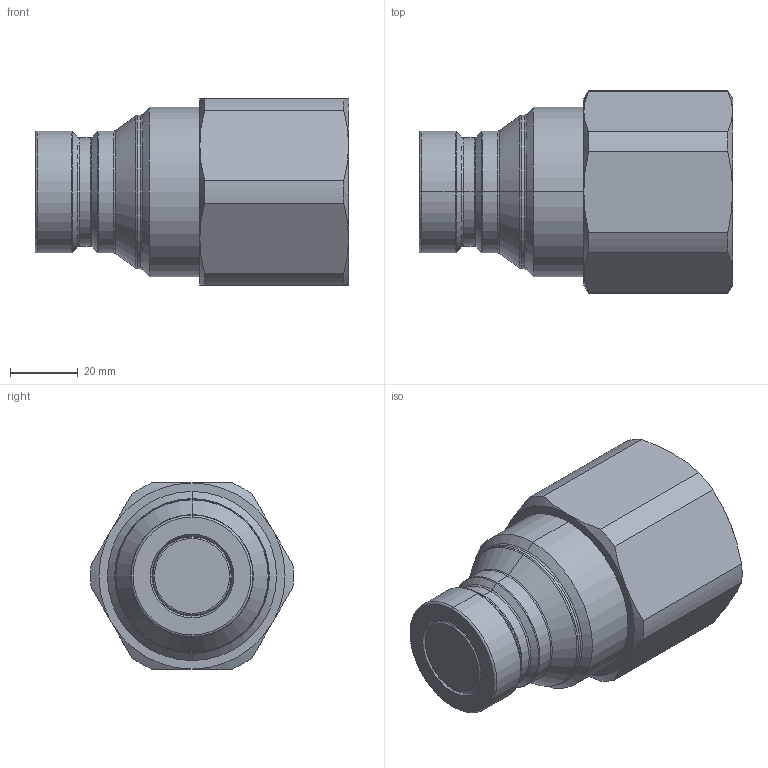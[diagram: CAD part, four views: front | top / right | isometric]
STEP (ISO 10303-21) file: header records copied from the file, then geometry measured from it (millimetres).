
FILE_DESCRIPTION (( 'STEP AP214' ), '1' );
FILE_NAME ('FEM-1002-20FB.STEP', '2013-06-28T11:28:16', ( 'admin' ), ( 'Microsoft' ), 'SwSTEP 2.0', 'SolidWorks 2009', '' );
FILE_SCHEMA (( 'AUTOMOTIVE_DESIGN' ));
Length unit declared in the file: millimetre
Products named in the file (1): FEM-1002-20FB
Bounding box: 92.6 x 59.96 x 55 mm (x, y, z)
Volume: 149191 mm3; surface area: 22304.3 mm2
Topology: 1 solids, 1 shells, 83 faces, 174 edges, 98 vertices
Faces by surface type: cone 30, cylinder 22, torus 18, plane 13
Entity records: 2319 total; most frequent: CARTESIAN_POINT 500, DIRECTION 422, ORIENTED_EDGE 348, AXIS2_PLACEMENT_3D 188, EDGE_CURVE 174, CIRCLE 104, VERTEX_POINT 98, EDGE_LOOP 88
